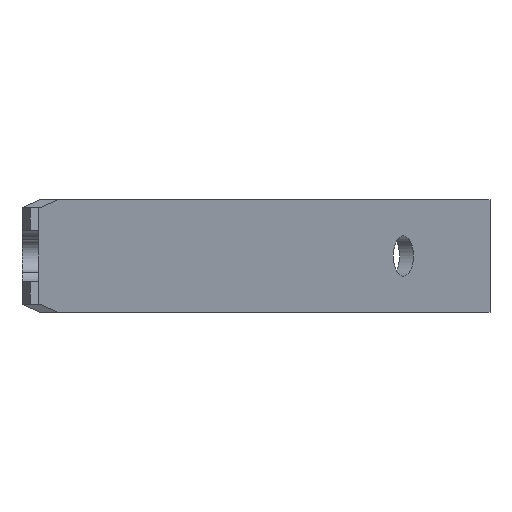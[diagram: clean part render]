
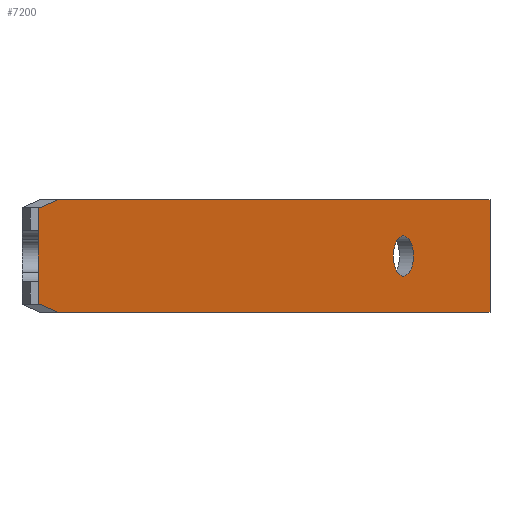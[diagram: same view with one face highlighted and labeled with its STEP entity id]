
A CAD part, left-side view. The second image highlights one B-rep face of the part: STEP entity #7200.
In plain terms, the highlighted planar face has unit normal (-0.5, -0.866, 0).
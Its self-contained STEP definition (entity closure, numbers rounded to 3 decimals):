
#226 = FACE_OUTER_BOUND ( 'NONE', #442, .T. ) ;
#366 = VERTEX_POINT ( 'NONE', #4708 ) ;
#369 = EDGE_CURVE ( 'NONE', #974, #4900, #6848, .T. ) ;
#442 = EDGE_LOOP ( 'NONE', ( #7907, #9033, #1314, #8088, #4819, #4206, #3291, #5465 ) ) ;
#809 = CARTESIAN_POINT ( 'NONE',  ( -97.341, 53.891, 6. ) ) ;
#899 = VERTEX_POINT ( 'NONE', #4008 ) ;
#946 = DIRECTION ( 'NONE',  ( 0., 0., -1. ) ) ;
#971 = CARTESIAN_POINT ( 'NONE',  ( -0.536, -2., 7. ) ) ;
#974 = VERTEX_POINT ( 'NONE', #3462 ) ;
#1314 = ORIENTED_EDGE ( 'NONE', *, *, #8936, .T. ) ;
#1353 = AXIS2_PLACEMENT_3D ( 'NONE', #5133, #4262, #4114 ) ;
#1383 = VECTOR ( 'NONE', #2843, 1000. ) ;
#1610 = EDGE_CURVE ( 'NONE', #4900, #899, #3497, .T. ) ;
#1760 = LINE ( 'NONE', #2951, #1383 ) ;
#2082 = VERTEX_POINT ( 'NONE', #2876 ) ;
#2241 = EDGE_CURVE ( 'NONE', #2082, #8929, #8481, .T. ) ;
#2258 = CARTESIAN_POINT ( 'NONE',  ( -21.352, 10.018, 0. ) ) ;
#2628 = LINE ( 'NONE', #3383, #5203 ) ;
#2843 = DIRECTION ( 'NONE',  ( 0.866, -0.5, 0. ) ) ;
#2876 = CARTESIAN_POINT ( 'NONE',  ( -97.877, 54.2, 6. ) ) ;
#2944 = CIRCLE ( 'NONE', #6806, 2.5 ) ;
#2951 = CARTESIAN_POINT ( 'NONE',  ( -0.536, -2., -6. ) ) ;
#3040 = EDGE_CURVE ( 'NONE', #366, #3848, #7832, .T. ) ;
#3062 = DIRECTION ( 'NONE',  ( -0.866, 0.5, 0. ) ) ;
#3073 = DIRECTION ( 'NONE',  ( -0.5, -0.866, 0. ) ) ;
#3082 = CARTESIAN_POINT ( 'NONE',  ( -19.187, 8.768, 0. ) ) ;
#3122 = EDGE_LOOP ( 'NONE', ( #7189 ) ) ;
#3291 = ORIENTED_EDGE ( 'NONE', *, *, #8220, .T. ) ;
#3383 = CARTESIAN_POINT ( 'NONE',  ( -5.292, 0.746, 30.665 ) ) ;
#3425 = DIRECTION ( 'NONE',  ( -0.866, 0.5, 0. ) ) ;
#3462 = CARTESIAN_POINT ( 'NONE',  ( -93.609, 51.736, 7. ) ) ;
#3497 = LINE ( 'NONE', #971, #6448 ) ;
#3673 = CARTESIAN_POINT ( 'NONE',  ( -97.877, 54.2, -6. ) ) ;
#3848 = VERTEX_POINT ( 'NONE', #4346 ) ;
#3956 = EDGE_CURVE ( 'NONE', #5167, #5167, #2944, .T. ) ;
#4008 = CARTESIAN_POINT ( 'NONE',  ( -0.536, -2., -7. ) ) ;
#4035 = EDGE_CURVE ( 'NONE', #8929, #366, #1760, .T. ) ;
#4114 = DIRECTION ( 'NONE',  ( -0.866, 0.5, 0. ) ) ;
#4138 = CARTESIAN_POINT ( 'NONE',  ( -0.536, -2., 6. ) ) ;
#4169 = PLANE ( 'NONE',  #1353 ) ;
#4206 = ORIENTED_EDGE ( 'NONE', *, *, #3040, .T. ) ;
#4262 = DIRECTION ( 'NONE',  ( 0.5, 0.866, 0. ) ) ;
#4346 = CARTESIAN_POINT ( 'NONE',  ( -93.609, 51.736, -7. ) ) ;
#4631 = DIRECTION ( 'NONE',  ( 0.866, -0.5, 0. ) ) ;
#4708 = CARTESIAN_POINT ( 'NONE',  ( -97.341, 53.891, -6. ) ) ;
#4716 = CARTESIAN_POINT ( 'NONE',  ( -0.536, -2., 7. ) ) ;
#4749 = VECTOR ( 'NONE', #7280, 1000. ) ;
#4819 = ORIENTED_EDGE ( 'NONE', *, *, #4035, .T. ) ;
#4823 = VECTOR ( 'NONE', #7065, 1000. ) ;
#4900 = VERTEX_POINT ( 'NONE', #7392 ) ;
#5133 = CARTESIAN_POINT ( 'NONE',  ( -0.536, -2., 7. ) ) ;
#5167 = VERTEX_POINT ( 'NONE', #2258 ) ;
#5179 = DIRECTION ( 'NONE',  ( 0., 0., -1. ) ) ;
#5203 = VECTOR ( 'NONE', #8940, 1000. ) ;
#5232 = CARTESIAN_POINT ( 'NONE',  ( -97.877, 54.2, 7. ) ) ;
#5465 = ORIENTED_EDGE ( 'NONE', *, *, #1610, .F. ) ;
#5554 = VERTEX_POINT ( 'NONE', #809 ) ;
#6025 = EDGE_CURVE ( 'NONE', #974, #5554, #2628, .T. ) ;
#6438 = VECTOR ( 'NONE', #3425, 1000. ) ;
#6448 = VECTOR ( 'NONE', #946, 1000. ) ;
#6557 = LINE ( 'NONE', #4138, #6438 ) ;
#6806 = AXIS2_PLACEMENT_3D ( 'NONE', #3082, #3073, #3062 ) ;
#6848 = LINE ( 'NONE', #4716, #7557 ) ;
#7065 = DIRECTION ( 'NONE',  ( 0.844, -0.487, -0.226 ) ) ;
#7097 = CARTESIAN_POINT ( 'NONE',  ( -7.961, 2.287, -29.949 ) ) ;
#7189 = ORIENTED_EDGE ( 'NONE', *, *, #3956, .F. ) ;
#7200 = ADVANCED_FACE ( 'NONE', ( #8847, #226 ), #4169, .F. ) ;
#7265 = CARTESIAN_POINT ( 'NONE',  ( -0.536, -2., -7. ) ) ;
#7280 = DIRECTION ( 'NONE',  ( 0.866, -0.5, 0. ) ) ;
#7392 = CARTESIAN_POINT ( 'NONE',  ( -0.536, -2., 7. ) ) ;
#7557 = VECTOR ( 'NONE', #4631, 1000. ) ;
#7832 = LINE ( 'NONE', #7097, #4823 ) ;
#7907 = ORIENTED_EDGE ( 'NONE', *, *, #369, .F. ) ;
#8088 = ORIENTED_EDGE ( 'NONE', *, *, #2241, .T. ) ;
#8220 = EDGE_CURVE ( 'NONE', #3848, #899, #9030, .T. ) ;
#8481 = LINE ( 'NONE', #5232, #9023 ) ;
#8847 = FACE_BOUND ( 'NONE', #3122, .T. ) ;
#8929 = VERTEX_POINT ( 'NONE', #3673 ) ;
#8936 = EDGE_CURVE ( 'NONE', #5554, #2082, #6557, .T. ) ;
#8940 = DIRECTION ( 'NONE',  ( -0.844, 0.487, -0.226 ) ) ;
#9023 = VECTOR ( 'NONE', #5179, 1000. ) ;
#9030 = LINE ( 'NONE', #7265, #4749 ) ;
#9033 = ORIENTED_EDGE ( 'NONE', *, *, #6025, .T. ) ;
